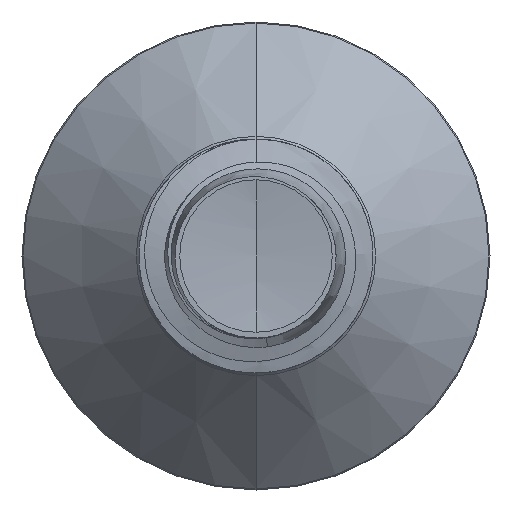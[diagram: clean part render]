
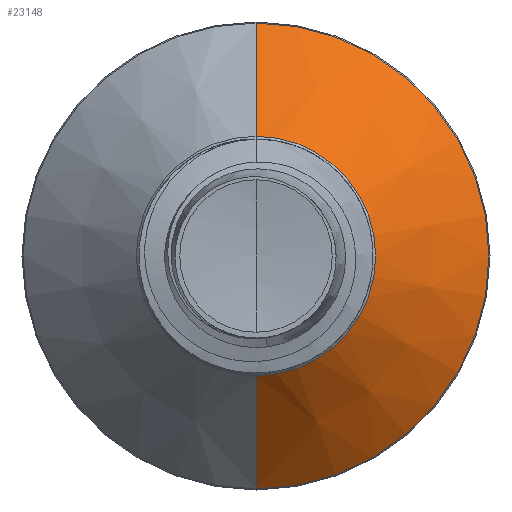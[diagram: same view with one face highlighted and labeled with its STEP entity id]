
A CAD part, front view. The second image highlights one B-rep face of the part: STEP entity #23148.
In plain terms, the highlighted conical face has half-angle 45 degrees and reference radius 2.302 mm.
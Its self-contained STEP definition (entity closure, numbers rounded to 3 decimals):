
#1282 = EDGE_CURVE ( 'NONE', #23491, #8868, #4629, .T. ) ;
#1564 = VECTOR ( 'NONE', #13412, 1000. ) ;
#1960 = CARTESIAN_POINT ( 'NONE',  ( 0., 14.28, -4.48 ) ) ;
#2311 = CARTESIAN_POINT ( 'NONE',  ( 0., 12.102, 0. ) ) ;
#2404 = DIRECTION ( 'NONE',  ( 0., 1., 0. ) ) ;
#4243 = DIRECTION ( 'NONE',  ( 0., 1., 0. ) ) ;
#4478 = EDGE_CURVE ( 'NONE', #7340, #8868, #5705, .T. ) ;
#4629 = LINE ( 'NONE', #20747, #1564 ) ;
#4991 = EDGE_CURVE ( 'NONE', #13497, #23491, #20928, .T. ) ;
#5350 = CARTESIAN_POINT ( 'NONE',  ( 0., 12.102, 0. ) ) ;
#5484 = EDGE_LOOP ( 'NONE', ( #19516, #11955, #6588, #11274 ) ) ;
#5705 = CIRCLE ( 'NONE', #21867, 4.48 ) ;
#5993 = CONICAL_SURFACE ( 'NONE', #11402, 2.302, 0.785 ) ;
#6588 = ORIENTED_EDGE ( 'NONE', *, *, #4478, .F. ) ;
#7037 = EDGE_CURVE ( 'NONE', #13497, #7340, #11031, .T. ) ;
#7211 = FACE_OUTER_BOUND ( 'NONE', #5484, .T. ) ;
#7265 = DIRECTION ( 'NONE',  ( 0., 0., 1. ) ) ;
#7340 = VERTEX_POINT ( 'NONE', #15717 ) ;
#7797 = CARTESIAN_POINT ( 'NONE',  ( 0., 12.102, 2.302 ) ) ;
#8740 = VECTOR ( 'NONE', #23968, 1000. ) ;
#8868 = VERTEX_POINT ( 'NONE', #1960 ) ;
#8994 = AXIS2_PLACEMENT_3D ( 'NONE', #5350, #18456, #7265 ) ;
#11031 = LINE ( 'NONE', #24102, #8740 ) ;
#11274 = ORIENTED_EDGE ( 'NONE', *, *, #7037, .F. ) ;
#11402 = AXIS2_PLACEMENT_3D ( 'NONE', #2311, #4243, #13679 ) ;
#11955 = ORIENTED_EDGE ( 'NONE', *, *, #1282, .T. ) ;
#13412 = DIRECTION ( 'NONE',  ( 0., 0.707, -0.707 ) ) ;
#13497 = VERTEX_POINT ( 'NONE', #7797 ) ;
#13679 = DIRECTION ( 'NONE',  ( 0., 0., 1. ) ) ;
#13770 = CARTESIAN_POINT ( 'NONE',  ( 0., 14.28, 0. ) ) ;
#15646 = DIRECTION ( 'NONE',  ( 0., 0., 1. ) ) ;
#15717 = CARTESIAN_POINT ( 'NONE',  ( 0., 14.28, 4.48 ) ) ;
#17703 = CARTESIAN_POINT ( 'NONE',  ( 0., 12.102, -2.302 ) ) ;
#18456 = DIRECTION ( 'NONE',  ( 0., 1., 0. ) ) ;
#19516 = ORIENTED_EDGE ( 'NONE', *, *, #4991, .T. ) ;
#20747 = CARTESIAN_POINT ( 'NONE',  ( 0., 12.102, -2.302 ) ) ;
#20928 = CIRCLE ( 'NONE', #8994, 2.302 ) ;
#21867 = AXIS2_PLACEMENT_3D ( 'NONE', #13770, #2404, #15646 ) ;
#23148 = ADVANCED_FACE ( 'NONE', ( #7211 ), #5993, .T. ) ;
#23491 = VERTEX_POINT ( 'NONE', #17703 ) ;
#23968 = DIRECTION ( 'NONE',  ( 0., 0.707, 0.707 ) ) ;
#24102 = CARTESIAN_POINT ( 'NONE',  ( 0., 12.102, 2.302 ) ) ;
